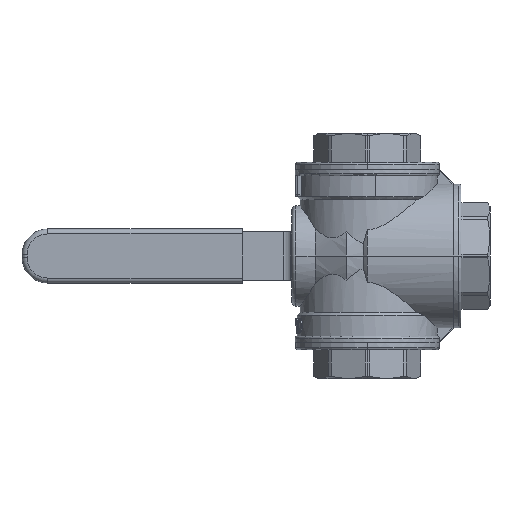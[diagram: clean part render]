
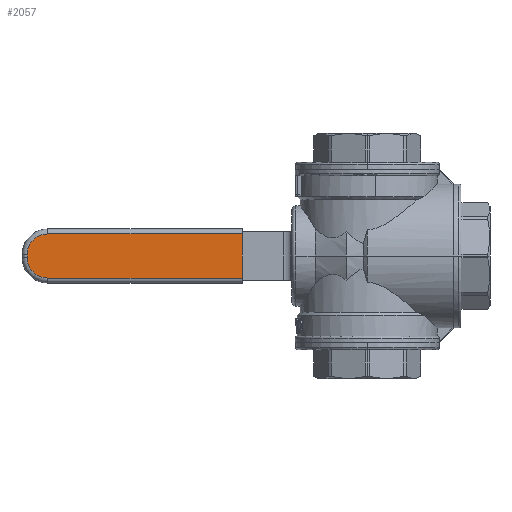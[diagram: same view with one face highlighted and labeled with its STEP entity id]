
A CAD part, front view. The second image highlights one B-rep face of the part: STEP entity #2057.
In plain terms, the highlighted planar face has unit normal (0, -1, 0).
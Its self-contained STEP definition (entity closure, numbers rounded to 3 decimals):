
#2057=ADVANCED_FACE('',(#4691),#4692,.F.);
#4691=FACE_OUTER_BOUND('',#9634,.T.);
#4692=PLANE('',#9635);
#9634=EDGE_LOOP('',(#16203,#16204,#16205,#16206,#16207,#16208));
#9635=AXIS2_PLACEMENT_3D('',#16209,#16210,#16211);
#16203=ORIENTED_EDGE('',*,*,#23423,.T.);
#16204=ORIENTED_EDGE('',*,*,#23541,.F.);
#16205=ORIENTED_EDGE('',*,*,#23649,.T.);
#16206=ORIENTED_EDGE('',*,*,#23650,.F.);
#16207=ORIENTED_EDGE('',*,*,#23651,.T.);
#16208=ORIENTED_EDGE('',*,*,#22904,.F.);
#16209=CARTESIAN_POINT('',(-2.5,87.0,0.0));
#16210=DIRECTION('',(0.0,1.0,0.));
#16211=DIRECTION('',(0.0,0.,-1.0));
#22904=EDGE_CURVE('',#27833,#27834,#27835,.T.);
#23423=EDGE_CURVE('',#27833,#28575,#28576,.T.);
#23541=EDGE_CURVE('',#28733,#28575,#28735,.T.);
#23649=EDGE_CURVE('',#28733,#28877,#28878,.T.);
#23650=EDGE_CURVE('',#28879,#28877,#28880,.T.);
#23651=EDGE_CURVE('',#28879,#27834,#28881,.T.);
#27833=VERTEX_POINT('',#39469);
#27834=VERTEX_POINT('',#39470);
#27835=LINE('',#39471,#39472);
#28575=VERTEX_POINT('',#41247);
#28576=LINE('',#41248,#41249);
#28733=VERTEX_POINT('',#41435);
#28735=CIRCLE('',#41437,10.4);
#28877=VERTEX_POINT('',#41961);
#28878=LINE('',#41962,#41963);
#28879=VERTEX_POINT('',#41964);
#28880=CIRCLE('',#41965,10.4);
#28881=LINE('',#41966,#41967);
#39469=CARTESIAN_POINT('',(-62.5,87.0,11.0));
#39470=CARTESIAN_POINT('',(-62.5,87.0,-11.0));
#39471=CARTESIAN_POINT('',(-62.5,87.0,0.0));
#39472=VECTOR('',#47880,1.0);
#41247=CARTESIAN_POINT('',(-159.6,87.0,11.0));
#41248=CARTESIAN_POINT('',(-2.5,87.0,11.0));
#41249=VECTOR('',#48644,1.0);
#41435=CARTESIAN_POINT('',(-170.0,87.0,0.6));
#41437=AXIS2_PLACEMENT_3D('',#48839,#48840,#48841);
#41961=CARTESIAN_POINT('',(-170.0,87.0,-0.6));
#41962=CARTESIAN_POINT('',(-170.0,87.0,0.0));
#41963=VECTOR('',#48969,1.0);
#41964=CARTESIAN_POINT('',(-159.6,87.0,-11.0));
#41965=AXIS2_PLACEMENT_3D('',#48970,#48971,#48972);
#41966=CARTESIAN_POINT('',(-2.5,87.0,-11.0));
#41967=VECTOR('',#48973,1.0);
#47880=DIRECTION('',(0.0,0.,-1.0));
#48644=DIRECTION('',(-1.0,0.0,0.0));
#48839=CARTESIAN_POINT('',(-159.6,87.0,0.6));
#48840=DIRECTION('',(0.0,1.0,0.));
#48841=DIRECTION('',(-1.0,0.0,0.0));
#48969=DIRECTION('',(0.0,0.,-1.0));
#48970=CARTESIAN_POINT('',(-159.6,87.0,-0.6));
#48971=DIRECTION('',(0.0,1.0,0.));
#48972=DIRECTION('',(-1.0,0.0,0.0));
#48973=DIRECTION('',(1.0,0.0,0.0));
